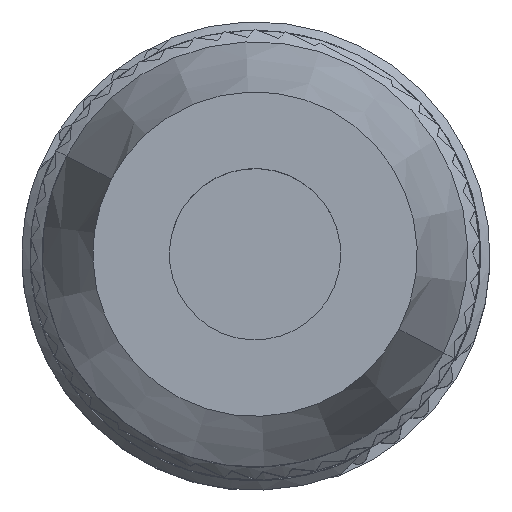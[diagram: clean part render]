
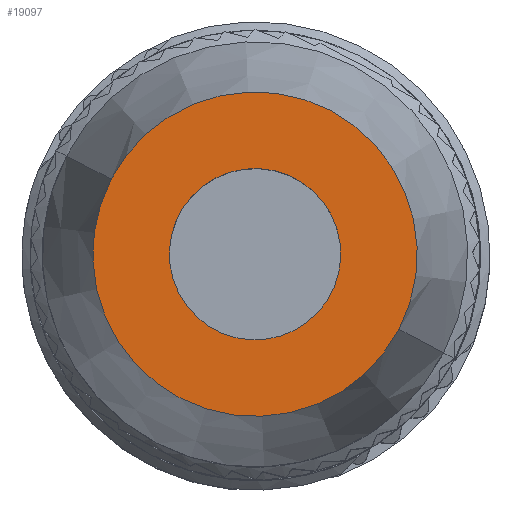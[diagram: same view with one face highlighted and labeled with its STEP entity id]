
A CAD part, top view. The second image highlights one B-rep face of the part: STEP entity #19097.
In plain terms, the highlighted planar face has unit normal (0, 0, 1).
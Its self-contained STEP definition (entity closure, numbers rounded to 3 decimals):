
#19027=AXIS2_PLACEMENT_3D('Circle Axis2P3D',#19025,#19026,$) ;
#19044=AXIS2_PLACEMENT_3D('Circle Axis2P3D',#19042,#19043,$) ;
#19057=AXIS2_PLACEMENT_3D('Plane Axis2P3D',#19054,#19055,#19056) ;
#19065=AXIS2_PLACEMENT_3D('Circle Axis2P3D',#19063,#19064,$) ;
#19074=AXIS2_PLACEMENT_3D('Circle Axis2P3D',#19072,#19073,$) ;
#19081=AXIS2_PLACEMENT_3D('Circle Axis2P3D',#19079,#19080,$) ;
#19088=AXIS2_PLACEMENT_3D('Circle Axis2P3D',#19086,#19087,$) ;
#19015=CARTESIAN_POINT('Vertex',(2.92,10.118,42.65)) ;
#19022=CARTESIAN_POINT('Vertex',(12.318,5.215,42.65)) ;
#19025=CARTESIAN_POINT('Axis2P3D Location',(7.619,7.666,42.65)) ;
#19042=CARTESIAN_POINT('Axis2P3D Location',(7.619,7.666,42.65)) ;
#19054=CARTESIAN_POINT('Axis2P3D Location',(-0.247,5.194,42.65)) ;
#19063=CARTESIAN_POINT('Axis2P3D Location',(7.619,7.666,42.65)) ;
#19067=CARTESIAN_POINT('Vertex',(7.966,4.888,42.65)) ;
#19069=CARTESIAN_POINT('Vertex',(10.397,8.013,42.65)) ;
#19072=CARTESIAN_POINT('Axis2P3D Location',(7.619,7.666,42.65)) ;
#19076=CARTESIAN_POINT('Vertex',(4.841,7.319,42.65)) ;
#19079=CARTESIAN_POINT('Axis2P3D Location',(7.619,7.666,42.65)) ;
#19083=CARTESIAN_POINT('Vertex',(7.272,10.445,42.65)) ;
#19086=CARTESIAN_POINT('Axis2P3D Location',(7.619,7.666,42.65)) ;
#19026=DIRECTION('Axis2P3D Direction',(0.,0.,-1.)) ;
#19043=DIRECTION('Axis2P3D Direction',(0.,0.,-1.)) ;
#19055=DIRECTION('Axis2P3D Direction',(0.,0.,1.)) ;
#19056=DIRECTION('Axis2P3D XDirection',(0.887,-0.463,0.)) ;
#19064=DIRECTION('Axis2P3D Direction',(0.,0.,1.)) ;
#19073=DIRECTION('Axis2P3D Direction',(0.,0.,1.)) ;
#19080=DIRECTION('Axis2P3D Direction',(0.,0.,1.)) ;
#19087=DIRECTION('Axis2P3D Direction',(0.,0.,1.)) ;
#19060=ORIENTED_EDGE('',*,*,#19029,.F.) ;
#19061=ORIENTED_EDGE('',*,*,#19046,.F.) ;
#19092=ORIENTED_EDGE('',*,*,#19071,.F.) ;
#19093=ORIENTED_EDGE('',*,*,#19078,.F.) ;
#19094=ORIENTED_EDGE('',*,*,#19085,.F.) ;
#19095=ORIENTED_EDGE('',*,*,#19090,.F.) ;
#19096=FACE_BOUND('',#19091,.T.) ;
#19097=ADVANCED_FACE('Hauptkoerper',(#19062,#19096),#19058,.T.) ;
#19028=CIRCLE('generated circle',#19027,5.3) ;
#19045=CIRCLE('generated circle',#19044,5.3) ;
#19066=CIRCLE('generated circle',#19065,2.8) ;
#19075=CIRCLE('generated circle',#19074,2.8) ;
#19082=CIRCLE('generated circle',#19081,2.8) ;
#19089=CIRCLE('generated circle',#19088,2.8) ;
#19029=EDGE_CURVE('',#19023,#19016,#19028,.T.) ;
#19046=EDGE_CURVE('',#19016,#19023,#19045,.T.) ;
#19071=EDGE_CURVE('',#19068,#19070,#19066,.T.) ;
#19078=EDGE_CURVE('',#19077,#19068,#19075,.T.) ;
#19085=EDGE_CURVE('',#19084,#19077,#19082,.T.) ;
#19090=EDGE_CURVE('',#19070,#19084,#19089,.T.) ;
#19059=EDGE_LOOP('',(#19060,#19061)) ;
#19091=EDGE_LOOP('',(#19092,#19093,#19094,#19095)) ;
#19062=FACE_OUTER_BOUND('',#19059,.T.) ;
#19058=PLANE('',#19057) ;
#19016=VERTEX_POINT('',#19015) ;
#19023=VERTEX_POINT('',#19022) ;
#19068=VERTEX_POINT('',#19067) ;
#19070=VERTEX_POINT('',#19069) ;
#19077=VERTEX_POINT('',#19076) ;
#19084=VERTEX_POINT('',#19083) ;
